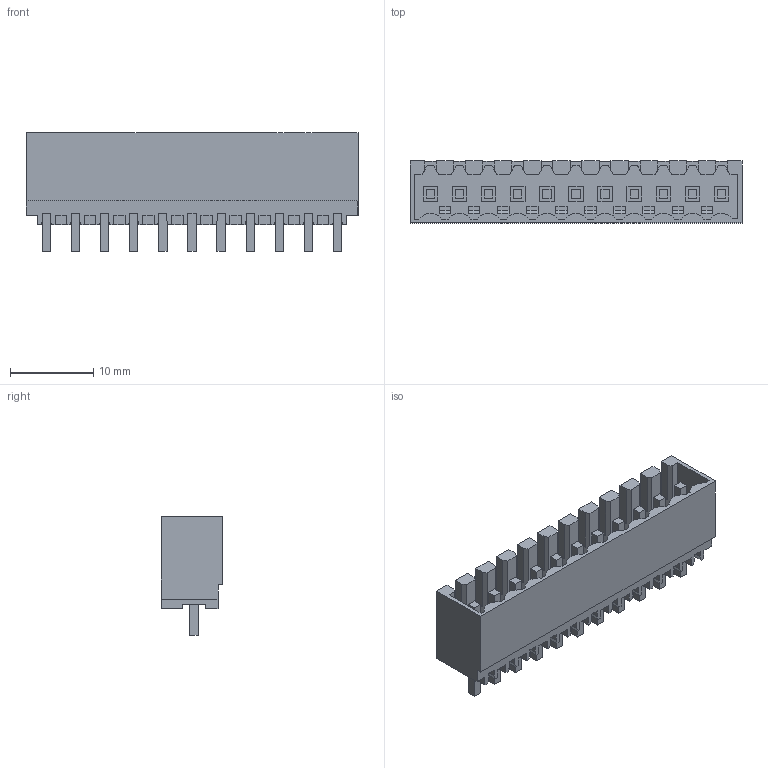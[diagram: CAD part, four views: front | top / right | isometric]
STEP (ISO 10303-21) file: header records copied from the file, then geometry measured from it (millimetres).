
FILE_DESCRIPTION(('CATIA V5 STEP Exchange','CAx-IF Rec.Pracs.--- Model Styling and Organization---1.2---2011-12-15'),'2;1');
FILE_NAME ('D1453180_0_1604560000_1604560000.stp','2018-03-12T12:46:37+00:00',('none'),('Weidmueller'),'CATIA Version 5-6 Release 2014','CATIA V5 STEP AP214','none');
FILE_SCHEMA(('AUTOMOTIVE_DESIGN { 1 0 10303 214 1 1 1 1 }'));
Length unit declared in the file: millimetre
Products named in the file (1): 1604560000
Bounding box: 39.9 x 7.45 x 14.25 mm (x, y, z)
Volume: 1306.9 mm3; surface area: 3680 mm2
Topology: 12 solids, 12 shells, 655 faces, 1926 edges, 1316 vertices
Faces by surface type: plane 644, cylinder 11
Entity records: 20659 total; most frequent: ORIENTED_EDGE 3852, CARTESIAN_POINT 3610, DIRECTION 2660, EDGE_CURVE 1926, VECTOR 1904, LINE 1904, VERTEX_POINT 1316, EDGE_LOOP 698
